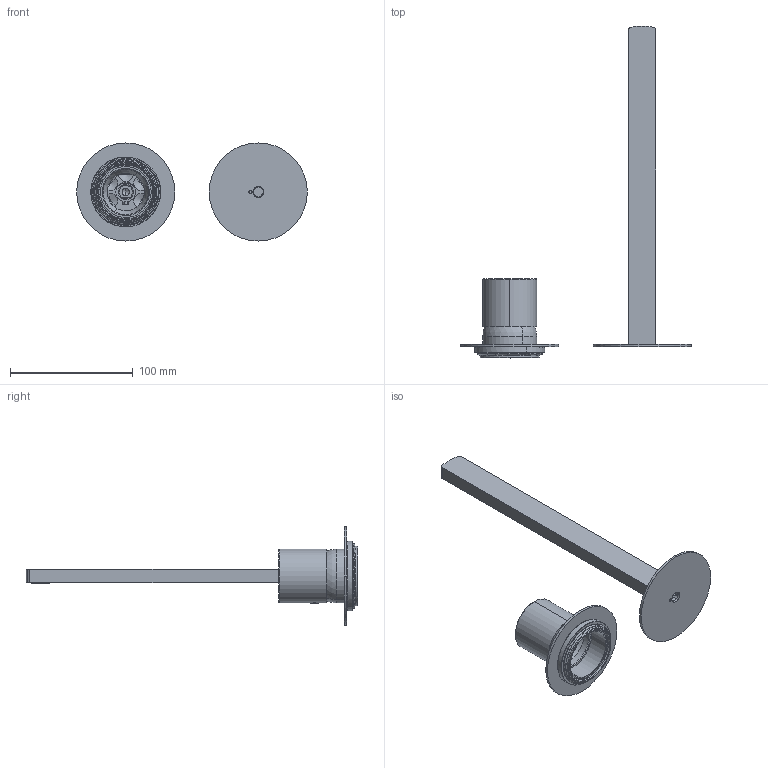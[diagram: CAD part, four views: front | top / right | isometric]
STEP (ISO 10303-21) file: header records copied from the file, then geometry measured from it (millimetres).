
FILE_DESCRIPTION(('CATIA V5 STEP Exchange','CAx-IF Rec.Pracs.--- Model Styling and Organization---1.5--- 2016-08-15','CAx-IF Rec.Pracs.---Supplemental Geometry---1.0---2011-11-01','CAx-IF Rec.Pracs.--- Composite Materials ---3.4---2017-06-13','CAx-IF Rec.Pracs.---Tessellated 3D Geometry---1.0---2015-12-17'),'2;1');
FILE_NAME('X4 00551.stp','2022-09-16T06:18:10+00:00',('none'),('none'),'CATIA Version 5-6 Release 2020 SP2','CATIA V5 STEP AP242 v2','none');
FILE_SCHEMA(('AP242_MANAGED_MODEL_BASED_3D_ENGINEERING_MIM_LF {1 0 10303 442 1 1 4}'));
Length unit declared in the file: millimetre
Products named in the file (14): X4 00551; P47263; PR98127; P45393; P44110; P47561; P42743; PR9D176; P47491; P50533; P42159; P96491; P52184; P47570
Assembly tree (14 placements, depth 3):
  X4 00551
    P47263
    PR98127
      P45393
      P44110
    P47561
    P42743
    PR9D176
      P47491
    P50533
    P42159  x2
    P96491
    P52184
    P47570
Bounding box: 188 x 270.6 x 80 mm (x, y, z)
Volume: 112076 mm3; surface area: 70971.5 mm2
Topology: 12 solids, 12 shells, 750 faces, 1906 edges, 1242 vertices
Faces by surface type: plane 511, cylinder 117, cone 82, torus 28, bspline 8, sphere 4
Entity records: 20828 total; most frequent: CARTESIAN_POINT 4481, ORIENTED_EDGE 3688, DIRECTION 2402, EDGE_CURVE 1844, VECTOR 1384, LINE 1384, VERTEX_POINT 1218, EDGE_LOOP 842
